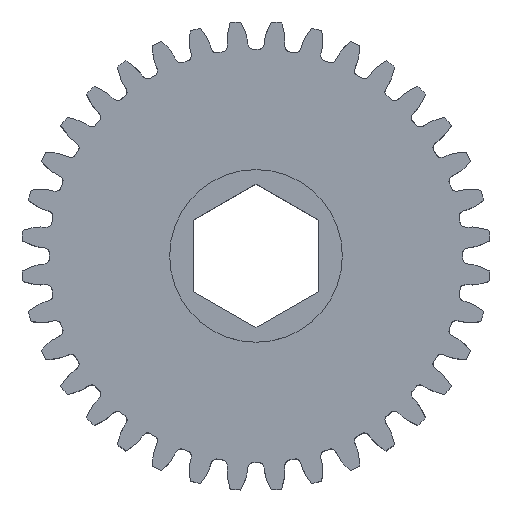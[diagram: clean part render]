
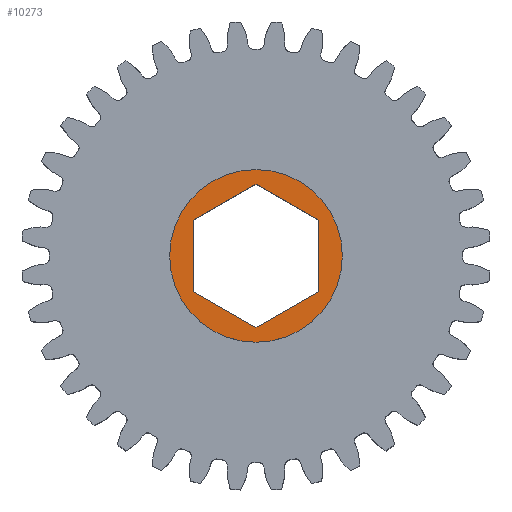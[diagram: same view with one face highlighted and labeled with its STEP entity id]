
A CAD part, top view. The second image highlights one B-rep face of the part: STEP entity #10273.
In plain terms, the highlighted planar face has unit normal (0, 0, 1).
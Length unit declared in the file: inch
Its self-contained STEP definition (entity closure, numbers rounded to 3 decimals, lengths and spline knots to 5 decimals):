
#575 = CARTESIAN_POINT ( 'NONE',  ( 0., 0., 0.249 ) ) ;
#1063 = EDGE_CURVE ( 'NONE', #7521, #9586, #6443, .T. ) ;
#1139 = VECTOR ( 'NONE', #4156, 39.37008 ) ;
#1185 = VERTEX_POINT ( 'NONE', #1804 ) ;
#1210 = CARTESIAN_POINT ( 'NONE',  ( 0., -0.29041, 0.249 ) ) ;
#1328 = LINE ( 'NONE', #1826, #5910 ) ;
#1354 = VERTEX_POINT ( 'NONE', #14022 ) ;
#1763 = EDGE_CURVE ( 'NONE', #4133, #1185, #2199, .T. ) ;
#1804 = CARTESIAN_POINT ( 'NONE',  ( 0., 0.29041, 0.249 ) ) ;
#1826 = CARTESIAN_POINT ( 'NONE',  ( 0., 0.29041, 0.249 ) ) ;
#2041 = LINE ( 'NONE', #3367, #13009 ) ;
#2073 = VERTEX_POINT ( 'NONE', #2901 ) ;
#2199 = LINE ( 'NONE', #12846, #6785 ) ;
#2236 = ORIENTED_EDGE ( 'NONE', *, *, #1063, .T. ) ;
#2543 = AXIS2_PLACEMENT_3D ( 'NONE', #5479, #4483, #7706 ) ;
#2583 = FACE_OUTER_BOUND ( 'NONE', #8957, .T. ) ;
#2901 = CARTESIAN_POINT ( 'NONE',  ( 0.35, 0., 0.249 ) ) ;
#3003 = CARTESIAN_POINT ( 'NONE',  ( 0.2515, 0.1452, 0.249 ) ) ;
#3367 = CARTESIAN_POINT ( 'NONE',  ( 0., -0.29041, 0.249 ) ) ;
#3401 = DIRECTION ( 'NONE',  ( 0., 0., -1. ) ) ;
#3463 = CIRCLE ( 'NONE', #4828, 0.35 ) ;
#4040 = ORIENTED_EDGE ( 'NONE', *, *, #14018, .T. ) ;
#4041 = DIRECTION ( 'NONE',  ( -1., 0., 0. ) ) ;
#4133 = VERTEX_POINT ( 'NONE', #8452 ) ;
#4156 = DIRECTION ( 'NONE',  ( 0., -1., 0. ) ) ;
#4367 = ORIENTED_EDGE ( 'NONE', *, *, #6128, .T. ) ;
#4483 = DIRECTION ( 'NONE',  ( 0., 0., 1. ) ) ;
#4828 = AXIS2_PLACEMENT_3D ( 'NONE', #575, #11898, #4041 ) ;
#5163 = EDGE_LOOP ( 'NONE', ( #9745, #2236, #4040, #4367, #13683, #8780 ) ) ;
#5479 = CARTESIAN_POINT ( 'NONE',  ( 0., 0., 0.249 ) ) ;
#5803 = DIRECTION ( 'NONE',  ( -0.866, -0.5, 0. ) ) ;
#5886 = EDGE_CURVE ( 'NONE', #1185, #7521, #1328, .T. ) ;
#5910 = VECTOR ( 'NONE', #13148, 39.37008 ) ;
#6128 = EDGE_CURVE ( 'NONE', #12653, #7297, #2041, .T. ) ;
#6443 = LINE ( 'NONE', #13171, #1139 ) ;
#6464 = VECTOR ( 'NONE', #5803, 39.37008 ) ;
#6559 = EDGE_CURVE ( 'NONE', #2073, #1354, #11048, .T. ) ;
#6605 = ORIENTED_EDGE ( 'NONE', *, *, #6559, .F. ) ;
#6660 = PLANE ( 'NONE',  #2543 ) ;
#6785 = VECTOR ( 'NONE', #12797, 39.37008 ) ;
#7297 = VERTEX_POINT ( 'NONE', #9536 ) ;
#7460 = EDGE_CURVE ( 'NONE', #7297, #4133, #12448, .T. ) ;
#7521 = VERTEX_POINT ( 'NONE', #3003 ) ;
#7706 = DIRECTION ( 'NONE',  ( 1., 0., 0. ) ) ;
#8108 = DIRECTION ( 'NONE',  ( 0., 1., 0. ) ) ;
#8185 = CARTESIAN_POINT ( 'NONE',  ( 0.2515, -0.1452, 0.249 ) ) ;
#8452 = CARTESIAN_POINT ( 'NONE',  ( -0.2515, 0.1452, 0.249 ) ) ;
#8780 = ORIENTED_EDGE ( 'NONE', *, *, #1763, .T. ) ;
#8945 = CARTESIAN_POINT ( 'NONE',  ( 0., 0., 0.249 ) ) ;
#8957 = EDGE_LOOP ( 'NONE', ( #12219, #6605 ) ) ;
#9037 = DIRECTION ( 'NONE',  ( -1., 0., 0. ) ) ;
#9186 = CARTESIAN_POINT ( 'NONE',  ( 0.2515, -0.1452, 0.249 ) ) ;
#9230 = CARTESIAN_POINT ( 'NONE',  ( -0.2515, 0., 0.249 ) ) ;
#9536 = CARTESIAN_POINT ( 'NONE',  ( -0.2515, -0.1452, 0.249 ) ) ;
#9586 = VERTEX_POINT ( 'NONE', #9186 ) ;
#9745 = ORIENTED_EDGE ( 'NONE', *, *, #5886, .T. ) ;
#10164 = LINE ( 'NONE', #8185, #6464 ) ;
#10273 = ADVANCED_FACE ( 'NONE', ( #2583, #14462 ), #6660, .T. ) ;
#10503 = VECTOR ( 'NONE', #8108, 39.37008 ) ;
#10675 = EDGE_CURVE ( 'NONE', #1354, #2073, #3463, .T. ) ;
#11048 = CIRCLE ( 'NONE', #11155, 0.35 ) ;
#11155 = AXIS2_PLACEMENT_3D ( 'NONE', #8945, #3401, #9037 ) ;
#11442 = DIRECTION ( 'NONE',  ( -0.866, 0.5, 0. ) ) ;
#11898 = DIRECTION ( 'NONE',  ( 0., 0., -1. ) ) ;
#12219 = ORIENTED_EDGE ( 'NONE', *, *, #10675, .F. ) ;
#12448 = LINE ( 'NONE', #9230, #10503 ) ;
#12653 = VERTEX_POINT ( 'NONE', #1210 ) ;
#12797 = DIRECTION ( 'NONE',  ( 0.866, 0.5, 0. ) ) ;
#12846 = CARTESIAN_POINT ( 'NONE',  ( -0.2515, 0.1452, 0.249 ) ) ;
#13009 = VECTOR ( 'NONE', #11442, 39.37008 ) ;
#13148 = DIRECTION ( 'NONE',  ( 0.866, -0.5, 0. ) ) ;
#13171 = CARTESIAN_POINT ( 'NONE',  ( 0.2515, 0., 0.249 ) ) ;
#13683 = ORIENTED_EDGE ( 'NONE', *, *, #7460, .T. ) ;
#14018 = EDGE_CURVE ( 'NONE', #9586, #12653, #10164, .T. ) ;
#14022 = CARTESIAN_POINT ( 'NONE',  ( -0.35, 0., 0.249 ) ) ;
#14462 = FACE_BOUND ( 'NONE', #5163, .T. ) ;
